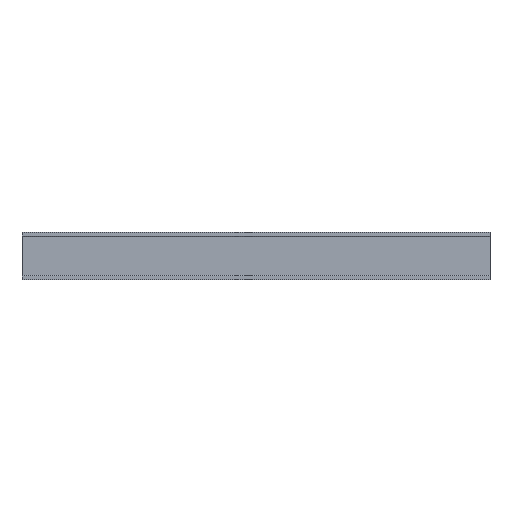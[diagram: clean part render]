
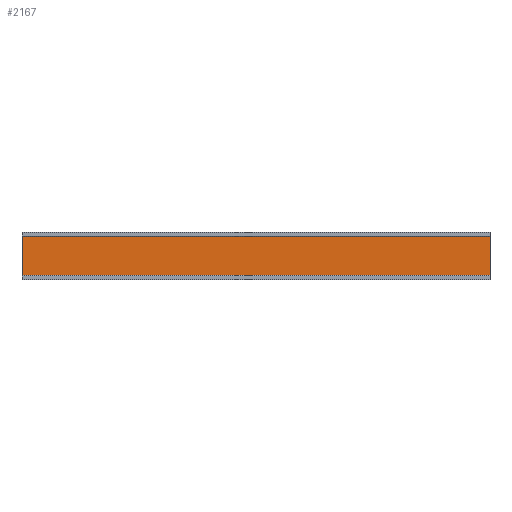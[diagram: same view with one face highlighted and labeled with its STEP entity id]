
A CAD part, top view. The second image highlights one B-rep face of the part: STEP entity #2167.
In plain terms, the highlighted planar face has unit normal (0, 0, 1).
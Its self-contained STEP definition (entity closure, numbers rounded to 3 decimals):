
#136=DIRECTION('',(0.,-1.,-0.007));
#137=VECTOR('',#136,0.05);
#138=CARTESIAN_POINT('',(-42.006,-4.303,
0.146));
#139=LINE('',#138,#137);
#143=DIRECTION('',(0.,-1.,0.));
#144=VECTOR('',#143,0.2);
#145=CARTESIAN_POINT('',(-42.006,-4.103,
0.146));
#146=LINE('',#145,#144);
#150=DIRECTION('',(1.,0.,0.));
#151=VECTOR('',#150,150.);
#152=CARTESIAN_POINT('',(-192.006,-4.103,
0.149));
#153=LINE('',#152,#151);
#157=DIRECTION('',(0.,-1.,0.));
#158=VECTOR('',#157,21.3);
#159=CARTESIAN_POINT('',(-192.006,17.197,0.149));
#160=LINE('',#159,#158);
#164=DIRECTION('',(-1.,0.,0.));
#165=VECTOR('',#164,150.);
#166=CARTESIAN_POINT('',(-42.006,17.197,0.146));
#167=LINE('',#166,#165);
#171=DIRECTION('',(0.,-1.,0.));
#172=VECTOR('',#171,0.2);
#173=CARTESIAN_POINT('',(-42.006,17.397,0.146));
#174=LINE('',#173,#172);
#178=DIRECTION('',(0.,-1.,0.007));
#179=VECTOR('',#178,0.05);
#180=CARTESIAN_POINT('',(-42.006,17.447,0.146));
#181=LINE('',#180,#179);
#185=CARTESIAN_POINT('',(57.994,17.397,0.149));
#186=CARTESIAN_POINT('',(57.994,17.406,0.149));
#187=CARTESIAN_POINT('',(57.994,17.423,0.152));
#188=CARTESIAN_POINT('',(57.994,17.44,0.143));
#189=CARTESIAN_POINT('',(57.994,17.447,0.143));
#194=DIRECTION('',(0.,-1.,0.));
#195=VECTOR('',#194,21.3);
#196=CARTESIAN_POINT('',(57.994,17.197,0.148));
#197=LINE('',#196,#195);
#201=CARTESIAN_POINT('',(57.994,-4.353,0.142));
#202=CARTESIAN_POINT('',(57.994,-4.345,0.142));
#203=CARTESIAN_POINT('',(57.994,-4.328,0.152));
#204=CARTESIAN_POINT('',(57.994,-4.312,0.149));
#205=CARTESIAN_POINT('',(57.994,-4.303,0.149));
#210=DIRECTION('',(0.,-1.,0.006));
#211=VECTOR('',#210,0.2);
#212=CARTESIAN_POINT('',(57.994,-4.103,0.148));
#213=LINE('',#212,#211);
#877=DIRECTION('',(0.,-1.,-0.006));
#878=VECTOR('',#877,0.2);
#879=CARTESIAN_POINT('',(57.994,17.397,0.149));
#880=LINE('',#879,#878);
#1728=DIRECTION('',(1.,0.,0.));
#1729=VECTOR('',#1728,100.);
#1730=CARTESIAN_POINT('',(-42.006,17.447,
0.146));
#1731=LINE('',#1730,#1729);
#1742=DIRECTION('',(-1.,0.,0.));
#1743=VECTOR('',#1742,100.);
#1744=CARTESIAN_POINT('',(57.994,-4.353,
0.142));
#1745=LINE('',#1744,#1743);
#1761=CARTESIAN_POINT('',(57.994,-4.353,
0.142));
#1762=CARTESIAN_POINT('',(-42.006,-4.353,
0.146));
#1763=VERTEX_POINT('',#1761);
#1764=VERTEX_POINT('',#1762);
#1765=CARTESIAN_POINT('',(-42.006,17.447,
0.146));
#1766=CARTESIAN_POINT('',(57.994,17.447,0.143));
#1767=VERTEX_POINT('',#1765);
#1768=VERTEX_POINT('',#1766);
#1887=CARTESIAN_POINT('',(-42.006,-4.303,
0.146));
#1888=CARTESIAN_POINT('',(57.994,-4.303,
0.149));
#1889=VERTEX_POINT('',#1887);
#1890=VERTEX_POINT('',#1888);
#1891=CARTESIAN_POINT('',(57.994,17.397,0.149));
#1892=CARTESIAN_POINT('',(-42.006,17.397,
0.146));
#1893=VERTEX_POINT('',#1891);
#1894=VERTEX_POINT('',#1892);
#1895=CARTESIAN_POINT('',(57.994,17.197,0.148));
#1896=VERTEX_POINT('',#1895);
#1897=CARTESIAN_POINT('',(57.994,-4.103,
0.148));
#1898=VERTEX_POINT('',#1897);
#2013=CARTESIAN_POINT('',(-42.006,-4.103,
0.146));
#2014=VERTEX_POINT('',#2013);
#2023=CARTESIAN_POINT('',(-42.006,17.197,
0.146));
#2024=VERTEX_POINT('',#2023);
#2031=CARTESIAN_POINT('',(-192.006,17.197,
0.149));
#2032=CARTESIAN_POINT('',(-192.006,-4.103,
0.149));
#2033=VERTEX_POINT('',#2031);
#2034=VERTEX_POINT('',#2032);
#2135=CARTESIAN_POINT('',(52.994,-3.653,
0.149));
#2136=DIRECTION('',(0.,0.,-1.));
#2137=DIRECTION('',(-1.,0.,0.));
#2138=AXIS2_PLACEMENT_3D('',#2135,#2136,#2137);
#2139=PLANE('',#2138);
#2140=ORIENTED_EDGE('',*,*,#2124,.F.);
#2142=ORIENTED_EDGE('',*,*,#2141,.F.);
#2143=ORIENTED_EDGE('',*,*,#2097,.F.);
#2145=ORIENTED_EDGE('',*,*,#2144,.F.);
#2147=ORIENTED_EDGE('',*,*,#2146,.F.);
#2149=ORIENTED_EDGE('',*,*,#2148,.F.);
#2150=ORIENTED_EDGE('',*,*,#2107,.F.);
#2152=ORIENTED_EDGE('',*,*,#2151,.T.);
#2154=ORIENTED_EDGE('',*,*,#2153,.F.);
#2156=ORIENTED_EDGE('',*,*,#2155,.T.);
#2158=ORIENTED_EDGE('',*,*,#2157,.T.);
#2160=ORIENTED_EDGE('',*,*,#2159,.T.);
#2162=ORIENTED_EDGE('',*,*,#2161,.F.);
#2164=ORIENTED_EDGE('',*,*,#2163,.T.);
#2165=EDGE_LOOP('',(#2140,#2142,#2143,#2145,#2147,#2149,#2150,#2152,#2154,#2156,
#2158,#2160,#2162,#2164));
#2166=FACE_OUTER_BOUND('',#2165,.F.);
#2167=ADVANCED_FACE('',(#2166),#2139,.F.);
#190=B_SPLINE_CURVE_WITH_KNOTS('',3,(#185,#186,#187,#188,#189),.UNSPECIFIED.,
.F.,.F.,(4,1,4),(0.,0.5,1.),.UNSPECIFIED.);
#206=B_SPLINE_CURVE_WITH_KNOTS('',3,(#201,#202,#203,#204,#205),.UNSPECIFIED.,
.F.,.F.,(4,1,4),(0.,0.5,1.),.UNSPECIFIED.);
#2097=EDGE_CURVE('',#2034,#2014,#153,.T.);
#2107=EDGE_CURVE('',#1767,#1894,#181,.T.);
#2124=EDGE_CURVE('',#1889,#1764,#139,.T.);
#2141=EDGE_CURVE('',#2014,#1889,#146,.T.);
#2144=EDGE_CURVE('',#2033,#2034,#160,.T.);
#2146=EDGE_CURVE('',#2024,#2033,#167,.T.);
#2148=EDGE_CURVE('',#1894,#2024,#174,.T.);
#2151=EDGE_CURVE('',#1767,#1768,#1731,.T.);
#2153=EDGE_CURVE('',#1893,#1768,#190,.T.);
#2155=EDGE_CURVE('',#1893,#1896,#880,.T.);
#2157=EDGE_CURVE('',#1896,#1898,#197,.T.);
#2159=EDGE_CURVE('',#1898,#1890,#213,.T.);
#2161=EDGE_CURVE('',#1763,#1890,#206,.T.);
#2163=EDGE_CURVE('',#1763,#1764,#1745,.T.);
